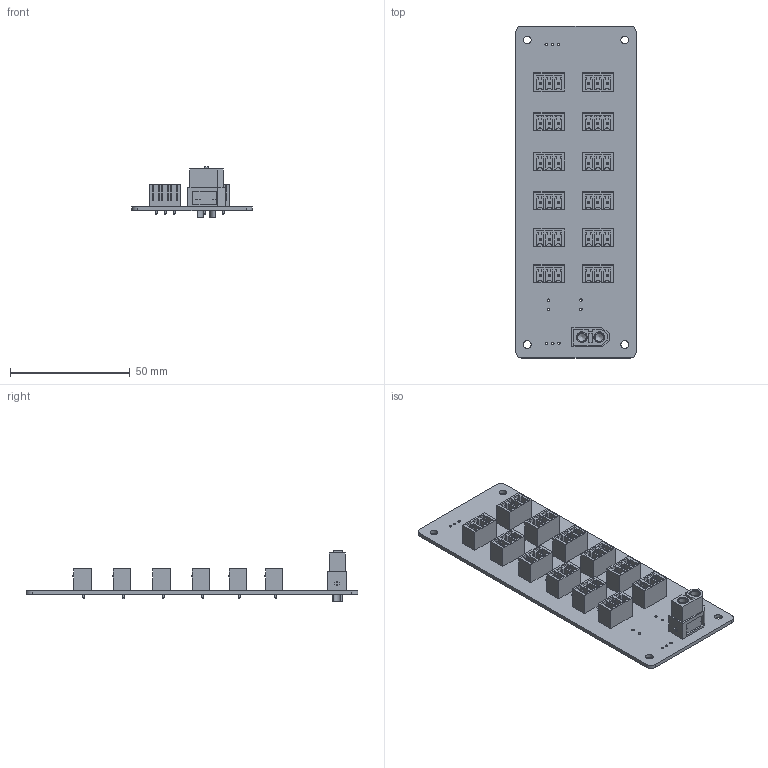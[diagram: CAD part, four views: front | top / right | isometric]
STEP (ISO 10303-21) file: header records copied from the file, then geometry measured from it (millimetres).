
FILE_DESCRIPTION(('KiCad electronic assembly'),'2;1');
FILE_NAME('distrilite.step','2020-11-17T23:12:30',('An Author'),( 'A Company'),'Open CASCADE STEP processor 6.9', 'KiCad to STEP converter','Unknown');
FILE_SCHEMA(('AUTOMOTIVE_DESIGN { 1 0 10303 214 1 1 1 1 }'));
Length unit declared in the file: millimetre
Products named in the file (6): Open CASCADE STEP translator 6.9 1; PhoenixContact_MCV_1,5_3-G-3.81_1x03_P3.81mm_Vertical; SOLID; AMASS_XT60-F_1x02_P7.2mm_Vertical; COMPOUND
Assembly tree (16 placements, depth 3):
  Open CASCADE STEP translator 6.9 1
    PhoenixContact_MCV_1,5_3-G-3.81_1x03_P3.81mm_Vertical  x12
      SOLID
    AMASS_XT60-F_1x02_P7.2mm_Vertical
      COMPOUND
    COMPOUND
Bounding box: 50.29 x 138.43 x 21.2 mm (x, y, z)
Volume: 18972.1 mm3; surface area: 29657.9 mm2
Topology: 16 solids, 16 shells, 1452 faces, 3624 edges, 2320 vertices
Faces by surface type: plane 1344, cylinder 104, cone 4
Full cylindrical faces by diameter (mm): 1 x10, 1.2 x36, 3 x2, 3.2 x4, 3.5 x2, 4.3 x4, 4.5 x4, 6 x2
Entity records: 17644 total; most frequent: CARTESIAN_POINT 3074, DIRECTION 2609, LINE 1638, VECTOR 1638, ORIENTED_EDGE 1300, PCURVE 1300, DEFINITIONAL_REPRESENTATION 1300, EDGE_CURVE 650
